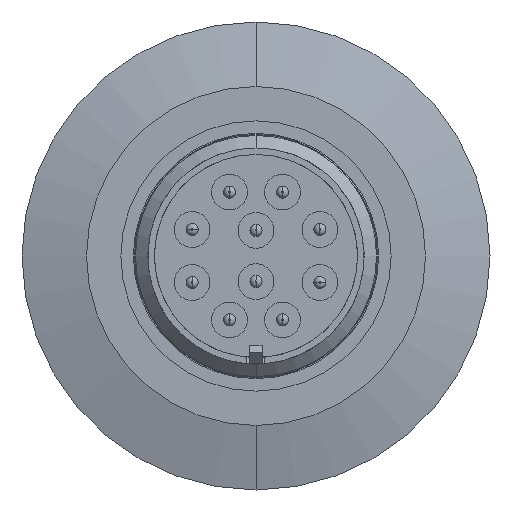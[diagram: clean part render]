
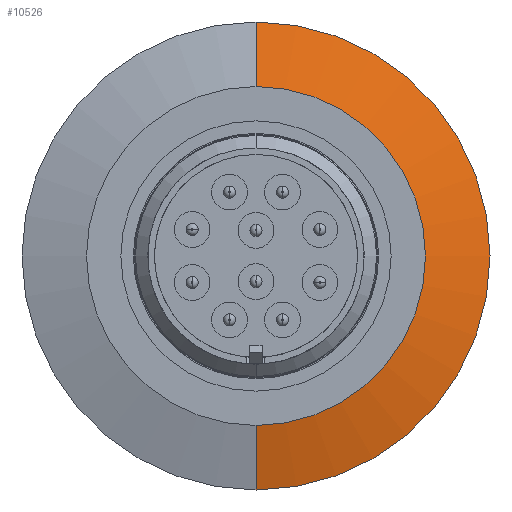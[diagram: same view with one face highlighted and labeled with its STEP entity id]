
A CAD part, front view. The second image highlights one B-rep face of the part: STEP entity #10526.
In plain terms, the highlighted conical face has half-angle 75 degrees and reference radius 27.495 mm.
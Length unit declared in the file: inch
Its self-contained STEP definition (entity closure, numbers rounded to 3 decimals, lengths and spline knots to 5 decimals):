
#31 = DIRECTION ( 'NONE',  ( 0., 0.259, 0.966 ) ) ;
#301 = CIRCLE ( 'NONE', #3156, 1.0825 ) ;
#956 = CARTESIAN_POINT ( 'NONE',  ( 0., 1.50065, -0.78394 ) ) ;
#988 = LINE ( 'NONE', #8207, #22273 ) ;
#1873 = CARTESIAN_POINT ( 'NONE',  ( 0., 1.50065, 0.78394 ) ) ;
#3156 = AXIS2_PLACEMENT_3D ( 'NONE', #19916, #7517, #21975 ) ;
#4080 = CIRCLE ( 'NONE', #19408, 0.78394 ) ;
#4654 = LINE ( 'NONE', #9102, #15595 ) ;
#5473 = CARTESIAN_POINT ( 'NONE',  ( 0., 1.58065, 0. ) ) ;
#6097 = ORIENTED_EDGE ( 'NONE', *, *, #10522, .F. ) ;
#6132 = ORIENTED_EDGE ( 'NONE', *, *, #25790, .F. ) ;
#7517 = DIRECTION ( 'NONE',  ( 0., 1., 0. ) ) ;
#8207 = CARTESIAN_POINT ( 'NONE',  ( 0., 1.58065, 1.0825 ) ) ;
#8417 = VERTEX_POINT ( 'NONE', #1873 ) ;
#9102 = CARTESIAN_POINT ( 'NONE',  ( 0., 1.58065, -1.0825 ) ) ;
#10005 = AXIS2_PLACEMENT_3D ( 'NONE', #5473, #15728, #17918 ) ;
#10522 = EDGE_CURVE ( 'NONE', #13243, #14521, #301, .T. ) ;
#10526 = ADVANCED_FACE ( 'NONE', ( #11228 ), #23829, .T. ) ;
#11228 = FACE_OUTER_BOUND ( 'NONE', #18813, .T. ) ;
#11596 = DIRECTION ( 'NONE',  ( 0., 1., 0. ) ) ;
#11613 = EDGE_CURVE ( 'NONE', #8417, #16828, #4080, .T. ) ;
#13243 = VERTEX_POINT ( 'NONE', #14732 ) ;
#13573 = ORIENTED_EDGE ( 'NONE', *, *, #11613, .T. ) ;
#14521 = VERTEX_POINT ( 'NONE', #20717 ) ;
#14732 = CARTESIAN_POINT ( 'NONE',  ( 0., 1.58065, 1.0825 ) ) ;
#15595 = VECTOR ( 'NONE', #21297, 39.37008 ) ;
#15728 = DIRECTION ( 'NONE',  ( 0., 1., 0. ) ) ;
#16828 = VERTEX_POINT ( 'NONE', #956 ) ;
#17918 = DIRECTION ( 'NONE',  ( 0., 0., 1. ) ) ;
#18813 = EDGE_LOOP ( 'NONE', ( #13573, #25121, #6097, #6132 ) ) ;
#19408 = AXIS2_PLACEMENT_3D ( 'NONE', #23973, #11596, #26048 ) ;
#19916 = CARTESIAN_POINT ( 'NONE',  ( 0., 1.58065, 0. ) ) ;
#20717 = CARTESIAN_POINT ( 'NONE',  ( 0., 1.58065, -1.0825 ) ) ;
#21297 = DIRECTION ( 'NONE',  ( 0., 0.259, -0.966 ) ) ;
#21975 = DIRECTION ( 'NONE',  ( 0., 0., -1. ) ) ;
#22273 = VECTOR ( 'NONE', #31, 39.37008 ) ;
#22573 = EDGE_CURVE ( 'NONE', #16828, #14521, #4654, .T. ) ;
#23829 = CONICAL_SURFACE ( 'NONE', #10005, 1.0825, 1.309 ) ;
#23973 = CARTESIAN_POINT ( 'NONE',  ( 0., 1.50065, 0. ) ) ;
#25121 = ORIENTED_EDGE ( 'NONE', *, *, #22573, .T. ) ;
#25790 = EDGE_CURVE ( 'NONE', #8417, #13243, #988, .T. ) ;
#26048 = DIRECTION ( 'NONE',  ( 0., 0., 1. ) ) ;
